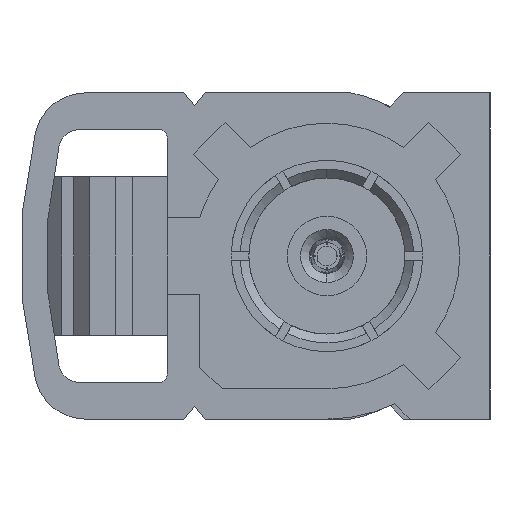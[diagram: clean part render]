
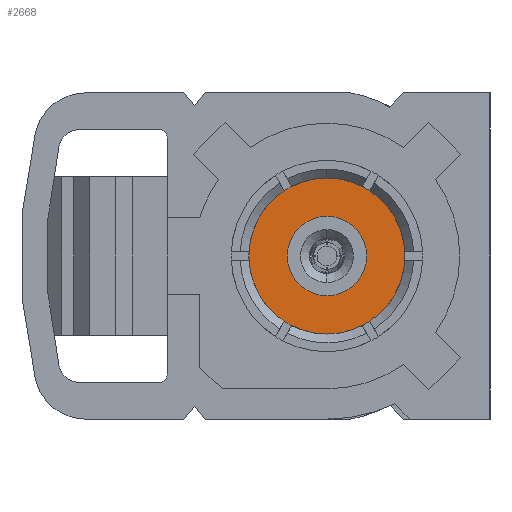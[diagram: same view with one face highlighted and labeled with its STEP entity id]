
A CAD part, left-side view. The second image highlights one B-rep face of the part: STEP entity #2668.
In plain terms, the highlighted face is planar.
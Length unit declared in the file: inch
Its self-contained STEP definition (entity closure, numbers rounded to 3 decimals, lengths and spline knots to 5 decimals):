
#167 = AXIS2_PLACEMENT_3D ( 'NONE', #7079, #3785, #6434 ) ;
#273 = AXIS2_PLACEMENT_3D ( 'NONE', #1697, #1648, #6255 ) ;
#385 = EDGE_CURVE ( 'NONE', #3705, #8267, #5850, .T. ) ;
#680 = DIRECTION ( 'NONE',  ( 0., 0., 1. ) ) ;
#802 = ORIENTED_EDGE ( 'NONE', *, *, #6075, .F. ) ;
#896 = DIRECTION ( 'NONE',  ( 0., 0., 1. ) ) ;
#1222 = CARTESIAN_POINT ( 'NONE',  ( 0., 0., -0.28065 ) ) ;
#1599 = CARTESIAN_POINT ( 'NONE',  ( 0.04331, 0.18105, -0.28065 ) ) ;
#1648 = DIRECTION ( 'NONE',  ( 0., 0., 1. ) ) ;
#1697 = CARTESIAN_POINT ( 'NONE',  ( 0., 0., -0.28065 ) ) ;
#1801 = AXIS2_PLACEMENT_3D ( 'NONE', #5936, #680, #7984 ) ;
#2169 = AXIS2_PLACEMENT_3D ( 'NONE', #1599, #896, #4229 ) ;
#2440 = CARTESIAN_POINT ( 'NONE',  ( 0.045, 0., -0.28065 ) ) ;
#2668 = ADVANCED_FACE ( 'NONE', ( #7632, #5533 ), #6853, .T. ) ;
#2873 = CARTESIAN_POINT ( 'NONE',  ( -0.08853, 0., -0.28065 ) ) ;
#2968 = ORIENTED_EDGE ( 'NONE', *, *, #7563, .F. ) ;
#2988 = VERTEX_POINT ( 'NONE', #2440 ) ;
#3169 = CIRCLE ( 'NONE', #1801, 0.08853 ) ;
#3705 = VERTEX_POINT ( 'NONE', #2873 ) ;
#3785 = DIRECTION ( 'NONE',  ( 0., 0., 1. ) ) ;
#4229 = DIRECTION ( 'NONE',  ( 1., 0., 0. ) ) ;
#4309 = EDGE_CURVE ( 'NONE', #8267, #3705, #3169, .T. ) ;
#4312 = AXIS2_PLACEMENT_3D ( 'NONE', #1222, #7218, #5873 ) ;
#4315 = CIRCLE ( 'NONE', #167, 0.045 ) ;
#5533 = FACE_OUTER_BOUND ( 'NONE', #7652, .T. ) ;
#5681 = CIRCLE ( 'NONE', #273, 0.045 ) ;
#5850 = CIRCLE ( 'NONE', #4312, 0.08853 ) ;
#5873 = DIRECTION ( 'NONE',  ( 1., 0., 0. ) ) ;
#5919 = CARTESIAN_POINT ( 'NONE',  ( -0.045, 0., -0.28065 ) ) ;
#5936 = CARTESIAN_POINT ( 'NONE',  ( 0., 0., -0.28065 ) ) ;
#6009 = ORIENTED_EDGE ( 'NONE', *, *, #385, .T. ) ;
#6075 = EDGE_CURVE ( 'NONE', #2988, #7213, #5681, .T. ) ;
#6096 = CARTESIAN_POINT ( 'NONE',  ( 0.08853, 0., -0.28065 ) ) ;
#6255 = DIRECTION ( 'NONE',  ( 1., 0., 0. ) ) ;
#6434 = DIRECTION ( 'NONE',  ( 1., 0., 0. ) ) ;
#6853 = PLANE ( 'NONE',  #2169 ) ;
#7079 = CARTESIAN_POINT ( 'NONE',  ( 0., 0., -0.28065 ) ) ;
#7213 = VERTEX_POINT ( 'NONE', #5919 ) ;
#7218 = DIRECTION ( 'NONE',  ( 0., 0., 1. ) ) ;
#7563 = EDGE_CURVE ( 'NONE', #7213, #2988, #4315, .T. ) ;
#7571 = ORIENTED_EDGE ( 'NONE', *, *, #4309, .T. ) ;
#7632 = FACE_BOUND ( 'NONE', #7884, .T. ) ;
#7652 = EDGE_LOOP ( 'NONE', ( #6009, #7571 ) ) ;
#7884 = EDGE_LOOP ( 'NONE', ( #2968, #802 ) ) ;
#7984 = DIRECTION ( 'NONE',  ( 1., 0., 0. ) ) ;
#8267 = VERTEX_POINT ( 'NONE', #6096 ) ;
